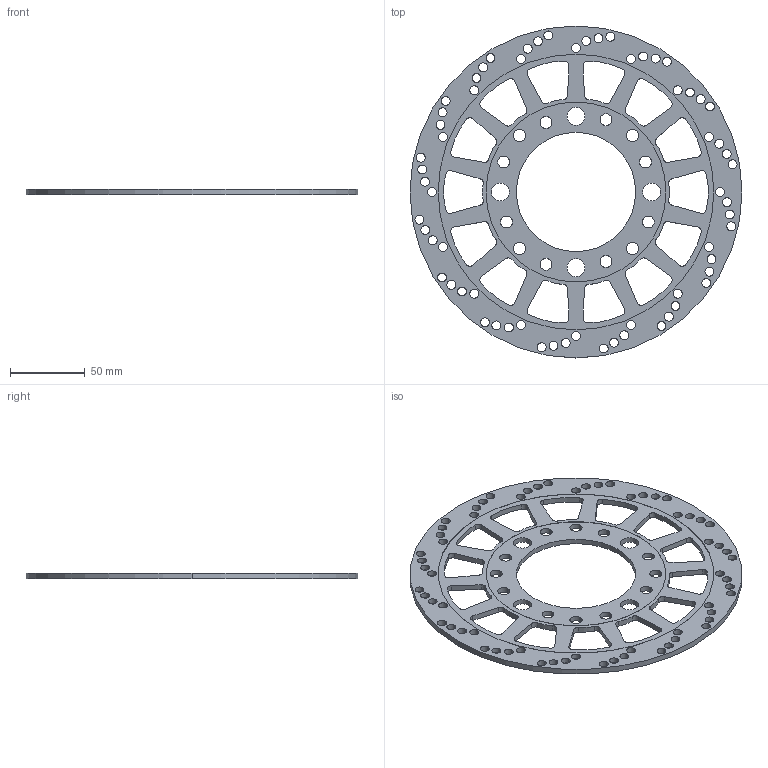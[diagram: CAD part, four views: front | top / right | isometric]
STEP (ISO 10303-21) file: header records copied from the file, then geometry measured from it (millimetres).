
FILE_DESCRIPTION (( 'STEP AP214' ), '1' );
FILE_NAME ('dISC-7.STEP', '2022-10-16T06:42:47', ( '' ), ( '' ), 'SwSTEP 2.0', 'SolidWorks 2021', '' );
FILE_SCHEMA (( 'AUTOMOTIVE_DESIGN' ));
Length unit declared in the file: millimetre
Products named in the file (1): dISC-7
Bounding box: 222.8 x 222.8 x 4 mm (x, y, z)
Volume: 87154 mm3; surface area: 60714.7 mm2
Topology: 1 solids, 1 shells, 306 faces, 900 edges, 600 vertices
Faces by surface type: cylinder 272, plane 34
Entity records: 10922 total; most frequent: DIRECTION 2058, CARTESIAN_POINT 1807, ORIENTED_EDGE 1800, EDGE_CURVE 900, AXIS2_PLACEMENT_3D 851, VERTEX_POINT 600, CIRCLE 544, EDGE_LOOP 500
